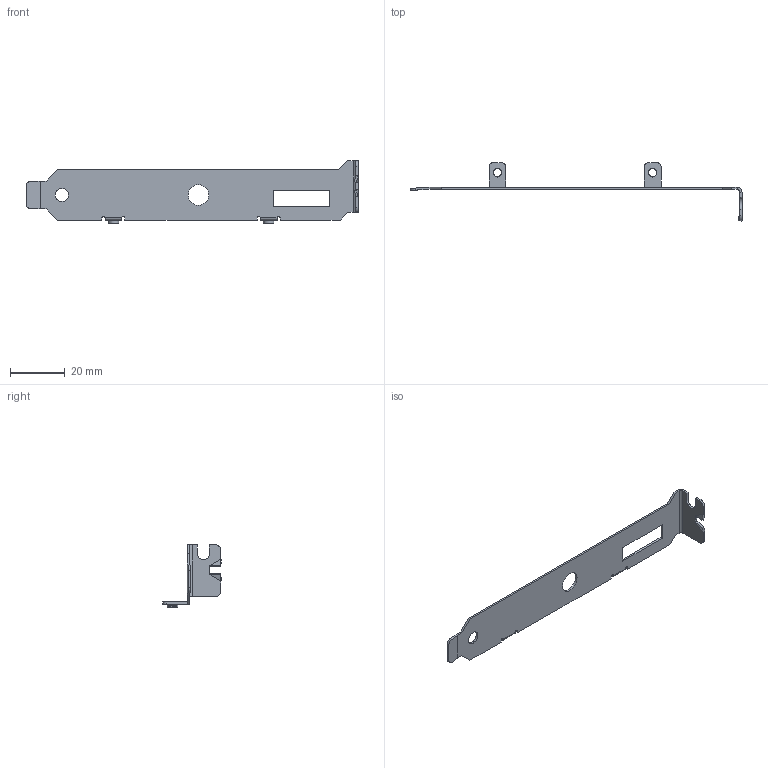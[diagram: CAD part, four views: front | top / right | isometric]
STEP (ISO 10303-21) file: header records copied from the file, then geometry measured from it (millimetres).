
FILE_DESCRIPTION(/* description */ (''),/* implementation_level */ '2;1');
FILE_NAME(/* name */ 'YM2413-Keystone.step',/* time_stamp */ '2023-03-08T11:26:52-07:00',/* author */ (''),/* organization */ (''),/* preprocessor_version */ 'ST-DEVELOPER v19.2',/* originating_system */ 'Autodesk Translation Framework v11.17.0.187',/* authorisation */ '');
FILE_SCHEMA (('AUTOMOTIVE_DESIGN { 1 0 10303 214 3 1 1 }'));
Length unit declared in the file: millimetre
Products named in the file (1): YM2413-Keystone
Bounding box: 120.87 x 21.21 x 22.71 mm (x, y, z)
Volume: 1745 mm3; surface area: 4828.4 mm2
Topology: 1 solids, 1 shells, 103 faces, 261 edges, 162 vertices
Faces by surface type: plane 67, cylinder 32, bspline 4
Full cylindrical faces by diameter (mm): 3.175 x8, 3.886 x2, 4.75 x1, 7.5 x1
Entity records: 4101 total; most frequent: CARTESIAN_POINT 1591, ORIENTED_EDGE 522, DIRECTION 491, EDGE_CURVE 261, LINE 187, VECTOR 187, VERTEX_POINT 162, AXIS2_PLACEMENT_3D 152
